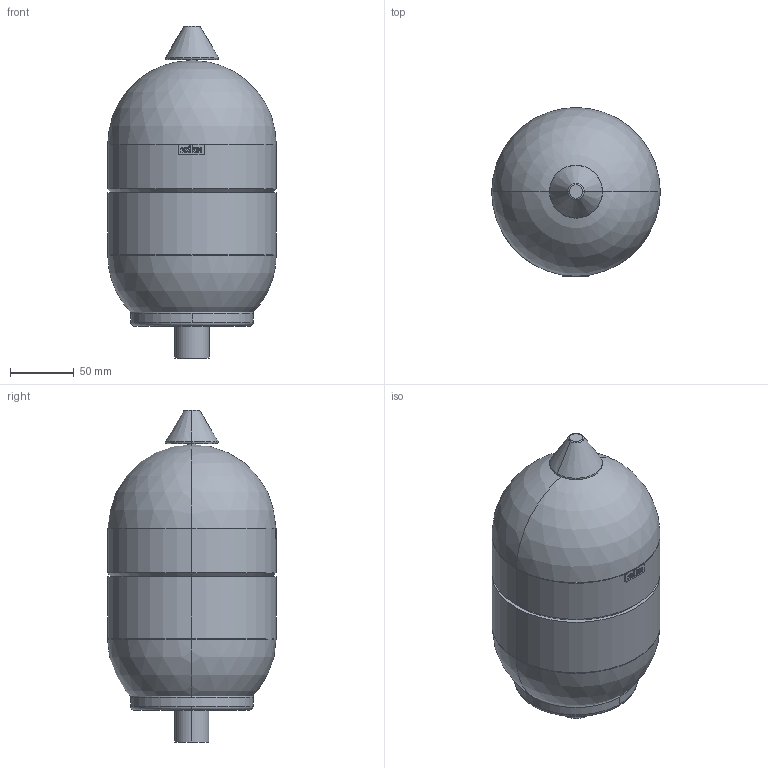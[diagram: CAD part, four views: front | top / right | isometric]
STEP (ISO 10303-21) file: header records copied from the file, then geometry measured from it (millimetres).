
FILE_DESCRIPTION((''),'2;1');
FILE_NAME('3d_DD2_10bar_green-7381500.stp','2009-12-29T14:03:44',(''),(''),'Mechanical Desktop 2008','Mechanical Desktop 2008',', , ');
FILE_SCHEMA(('CONFIG_CONTROL_DESIGN'));
Length unit declared in the file: millimetre
Products named in the file (1): Product
Bounding box: 132 x 132.32 x 260 mm (x, y, z)
Volume: 2480480.7 mm3; surface area: 179097.5 mm2
Topology: 13 solids, 13 shells, 150 faces, 331 edges, 214 vertices
Faces by surface type: plane 72, cylinder 44, torus 12, cone 10, bspline 8, sphere 4
Entity records: 4556 total; most frequent: CARTESIAN_POINT 1046, DIRECTION 770, ORIENTED_EDGE 658, EDGE_CURVE 329, AXIS2_PLACEMENT_3D 298, VERTEX_POINT 212, VECTOR 174, LINE 174
